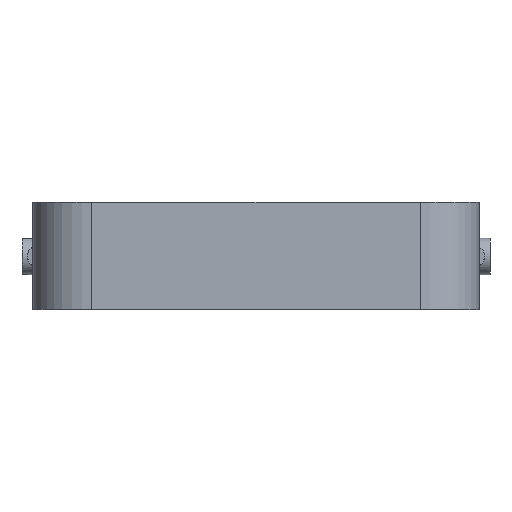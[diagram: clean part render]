
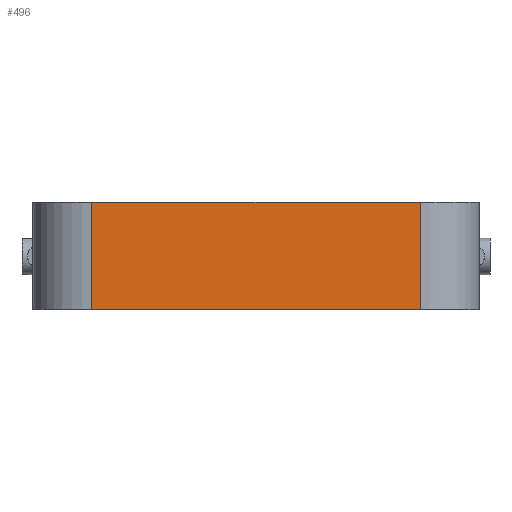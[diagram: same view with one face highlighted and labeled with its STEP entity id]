
A CAD part, top view. The second image highlights one B-rep face of the part: STEP entity #496.
In plain terms, the highlighted planar face has unit normal (0, 0, 1).
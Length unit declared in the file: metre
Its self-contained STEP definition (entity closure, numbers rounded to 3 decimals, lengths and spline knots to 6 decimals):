
#27=PLANE('',#557);
#76=LINE('',#870,#116);
#77=LINE('',#874,#117);
#78=LINE('',#876,#118);
#79=LINE('',#878,#119);
#116=VECTOR('',#685,1.);
#117=VECTOR('',#690,1.);
#118=VECTOR('',#691,1.);
#119=VECTOR('',#692,1.);
#204=ORIENTED_EDGE('',*,*,#313,.F.);
#205=ORIENTED_EDGE('',*,*,#314,.F.);
#206=ORIENTED_EDGE('',*,*,#315,.T.);
#207=ORIENTED_EDGE('',*,*,#311,.T.);
#311=EDGE_CURVE('',#363,#362,#76,.T.);
#313=EDGE_CURVE('',#364,#362,#77,.T.);
#314=EDGE_CURVE('',#365,#364,#78,.T.);
#315=EDGE_CURVE('',#365,#363,#79,.T.);
#362=VERTEX_POINT('',#869);
#363=VERTEX_POINT('',#871);
#364=VERTEX_POINT('',#875);
#365=VERTEX_POINT('',#877);
#416=EDGE_LOOP('',(#204,#205,#206,#207));
#454=FACE_BOUND('',#416,.T.);
#496=ADVANCED_FACE('',(#454),#27,.T.);
#557=AXIS2_PLACEMENT_3D('',#873,#688,#689);
#685=DIRECTION('',(0.,1.,0.));
#688=DIRECTION('',(0.,0.,1.));
#689=DIRECTION('',(1.,0.,0.));
#690=DIRECTION('',(1.,0.,0.));
#691=DIRECTION('',(0.,1.,0.));
#692=DIRECTION('',(1.,0.,0.));
#869=CARTESIAN_POINT('',(0.00765,0.0025,0.02565));
#870=CARTESIAN_POINT('',(0.00765,-0.0025,0.02565));
#871=CARTESIAN_POINT('',(0.00765,-0.0025,0.02565));
#873=CARTESIAN_POINT('',(0.,-0.0025,0.02565));
#874=CARTESIAN_POINT('',(0.,0.0025,0.02565));
#875=CARTESIAN_POINT('',(-0.00765,0.0025,0.02565));
#876=CARTESIAN_POINT('',(-0.00765,-0.0025,0.02565));
#877=CARTESIAN_POINT('',(-0.00765,-0.0025,0.02565));
#878=CARTESIAN_POINT('',(0.,-0.0025,0.02565));
